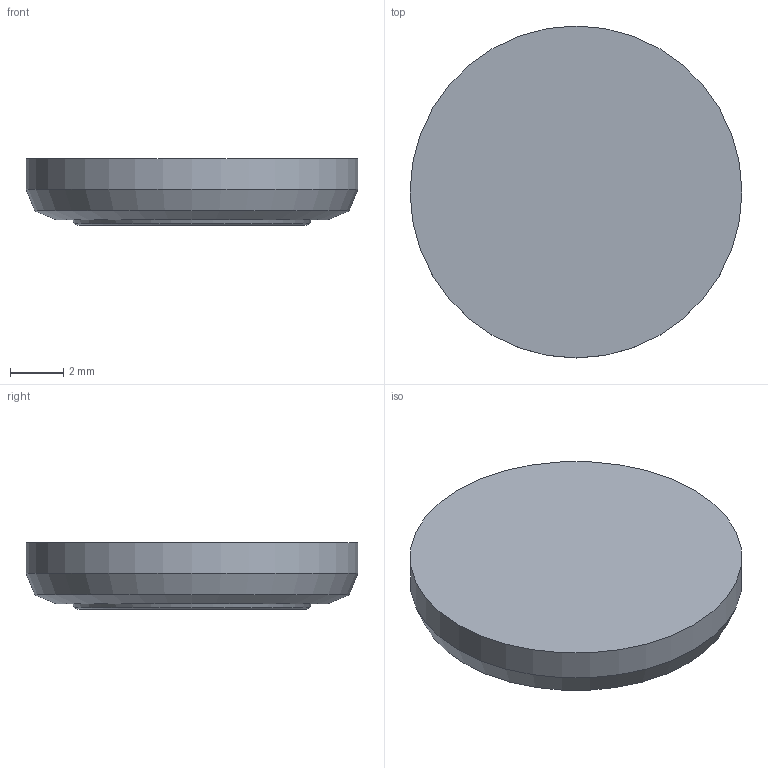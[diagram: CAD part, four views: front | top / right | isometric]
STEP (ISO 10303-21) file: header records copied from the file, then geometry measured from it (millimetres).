
FILE_DESCRIPTION(('FreeCAD Model'),'2;1');
FILE_NAME('Battery_CR1225.step','2017-12-07T22:25:40',( 'kicad StepUp'),('ksu MCAD'),'Open CASCADE STEP processor 6.7', 'FreeCAD','Unknown');
FILE_SCHEMA(('AUTOMOTIVE_DESIGN { 1 0 10303 214 1 1 1 1 }'));
Length unit declared in the file: millimetre
Products named in the file (1): Battery_CR1225
Bounding box: 12.5 x 12.5 x 2.5 mm (x, y, z)
Volume: 280.2 mm3; surface area: 316.7 mm2
Topology: 1 solids, 1 shells, 8 faces, 12 edges, 7 vertices
Faces by surface type: cone 4, plane 3, cylinder 1
Full cylindrical faces by diameter (mm): 12.5 x1
Entity records: 150 total; most frequent: ORIENTED_EDGE 21, CARTESIAN_POINT 14, EDGE_CURVE 12, AXIS2_PLACEMENT_3D 11, DIRECTION 9, FACE_BOUND 9, EDGE_LOOP 9, ADVANCED_FACE 8
